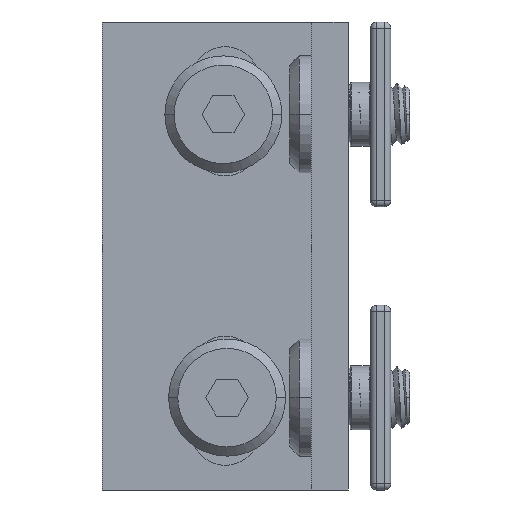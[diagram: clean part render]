
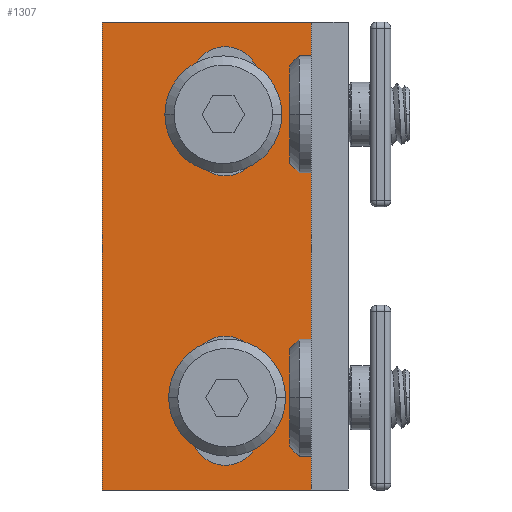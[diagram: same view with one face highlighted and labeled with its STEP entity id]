
A CAD part, left-side view. The second image highlights one B-rep face of the part: STEP entity #1307.
In plain terms, the highlighted face is planar.
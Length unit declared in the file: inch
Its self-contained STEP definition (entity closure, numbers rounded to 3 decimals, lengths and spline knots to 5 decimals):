
#79 = CARTESIAN_POINT ( 'NONE',  ( -1.30906, 0.3937, -0.11811 ) ) ;
#157 = EDGE_CURVE ( 'NONE', #4277, #2777, #5909, .T. ) ;
#241 = EDGE_CURVE ( 'NONE', #5740, #1643, #2947, .T. ) ;
#440 = DIRECTION ( 'NONE',  ( 0., 0., -1. ) ) ;
#485 = EDGE_CURVE ( 'NONE', #3309, #2428, #6451, .T. ) ;
#567 = ORIENTED_EDGE ( 'NONE', *, *, #5399, .T. ) ;
#596 = DIRECTION ( 'NONE',  ( 0., 1., 0. ) ) ;
#782 = CIRCLE ( 'NONE', #1119, 0.10827 ) ;
#1119 = AXIS2_PLACEMENT_3D ( 'NONE', #79, #3687, #596 ) ;
#1127 = CARTESIAN_POINT ( 'NONE',  ( -1.1122, 0.3937, -0.11811 ) ) ;
#1147 = VECTOR ( 'NONE', #5275, 39.37008 ) ;
#1197 = CARTESIAN_POINT ( 'NONE',  ( -1.49606, 0.7874, -0.11811 ) ) ;
#1201 = EDGE_CURVE ( 'NONE', #2428, #6429, #1244, .T. ) ;
#1244 = CIRCLE ( 'NONE', #2547, 0.10827 ) ;
#1307 = ADVANCED_FACE ( 'NONE', ( #2292, #3460, #2125 ), #5998, .T. ) ;
#1463 = CARTESIAN_POINT ( 'NONE',  ( -1.49606, 0.11811, -0.11811 ) ) ;
#1464 = VECTOR ( 'NONE', #1839, 39.37008 ) ;
#1543 = EDGE_CURVE ( 'NONE', #2686, #6429, #1652, .T. ) ;
#1551 = VECTOR ( 'NONE', #3474, 39.37008 ) ;
#1643 = VERTEX_POINT ( 'NONE', #4913 ) ;
#1652 = LINE ( 'NONE', #3872, #1464 ) ;
#1663 = DIRECTION ( 'NONE',  ( 0., 1., 0. ) ) ;
#1823 = CARTESIAN_POINT ( 'NONE',  ( 0., 0.11811, -0.11811 ) ) ;
#1834 = ORIENTED_EDGE ( 'NONE', *, *, #157, .F. ) ;
#1839 = DIRECTION ( 'NONE',  ( -1., 0., 0. ) ) ;
#2055 = DIRECTION ( 'NONE',  ( 1., 0., 0. ) ) ;
#2063 = VECTOR ( 'NONE', #5943, 39.37008 ) ;
#2085 = CARTESIAN_POINT ( 'NONE',  ( -0.18701, 0.50197, -0.11811 ) ) ;
#2104 = EDGE_CURVE ( 'NONE', #2686, #3309, #2925, .T. ) ;
#2118 = DIRECTION ( 'NONE',  ( 0., 0., -1. ) ) ;
#2125 = FACE_BOUND ( 'NONE', #5682, .T. ) ;
#2292 = FACE_OUTER_BOUND ( 'NONE', #6386, .T. ) ;
#2339 = LINE ( 'NONE', #5083, #5006 ) ;
#2356 = VERTEX_POINT ( 'NONE', #1197 ) ;
#2428 = VERTEX_POINT ( 'NONE', #3299 ) ;
#2504 = CARTESIAN_POINT ( 'NONE',  ( -1.1122, 0.28543, -0.11811 ) ) ;
#2544 = ORIENTED_EDGE ( 'NONE', *, *, #6467, .T. ) ;
#2547 = AXIS2_PLACEMENT_3D ( 'NONE', #5940, #2961, #6447 ) ;
#2680 = CARTESIAN_POINT ( 'NONE',  ( -1.49606, 0.7874, -0.11811 ) ) ;
#2686 = VERTEX_POINT ( 'NONE', #2085 ) ;
#2777 = VERTEX_POINT ( 'NONE', #4194 ) ;
#2814 = EDGE_CURVE ( 'NONE', #2356, #1643, #5133, .T. ) ;
#2925 = CIRCLE ( 'NONE', #4770, 0.10827 ) ;
#2937 = CARTESIAN_POINT ( 'NONE',  ( -0.18701, 0.28543, -0.11811 ) ) ;
#2947 = LINE ( 'NONE', #5715, #3100 ) ;
#2961 = DIRECTION ( 'NONE',  ( 0., 0., -1. ) ) ;
#2977 = CARTESIAN_POINT ( 'NONE',  ( -1.49606, 0.11811, -0.11811 ) ) ;
#3073 = LINE ( 'NONE', #2977, #1551 ) ;
#3100 = VECTOR ( 'NONE', #5429, 39.37008 ) ;
#3183 = ORIENTED_EDGE ( 'NONE', *, *, #3742, .T. ) ;
#3225 = CARTESIAN_POINT ( 'NONE',  ( -0.38386, 0.50197, -0.11811 ) ) ;
#3259 = ORIENTED_EDGE ( 'NONE', *, *, #241, .F. ) ;
#3299 = CARTESIAN_POINT ( 'NONE',  ( -0.38386, 0.28543, -0.11811 ) ) ;
#3309 = VERTEX_POINT ( 'NONE', #2937 ) ;
#3460 = FACE_BOUND ( 'NONE', #4514, .T. ) ;
#3469 = CARTESIAN_POINT ( 'NONE',  ( -1.30906, 0.50197, -0.11811 ) ) ;
#3474 = DIRECTION ( 'NONE',  ( 1., 0., 0. ) ) ;
#3576 = AXIS2_PLACEMENT_3D ( 'NONE', #1127, #4701, #1663 ) ;
#3659 = VECTOR ( 'NONE', #4478, 39.37008 ) ;
#3687 = DIRECTION ( 'NONE',  ( 0., 0., 1. ) ) ;
#3742 = EDGE_CURVE ( 'NONE', #5967, #2777, #6485, .T. ) ;
#3814 = VERTEX_POINT ( 'NONE', #6466 ) ;
#3872 = CARTESIAN_POINT ( 'NONE',  ( -0.18701, 0.50197, -0.11811 ) ) ;
#3882 = LINE ( 'NONE', #4777, #1147 ) ;
#3897 = VERTEX_POINT ( 'NONE', #6024 ) ;
#3963 = ORIENTED_EDGE ( 'NONE', *, *, #5893, .F. ) ;
#4021 = ORIENTED_EDGE ( 'NONE', *, *, #2104, .F. ) ;
#4041 = DIRECTION ( 'NONE',  ( 0., 1., 0. ) ) ;
#4184 = ORIENTED_EDGE ( 'NONE', *, *, #2814, .T. ) ;
#4194 = CARTESIAN_POINT ( 'NONE',  ( -1.1122, 0.50197, -0.11811 ) ) ;
#4277 = VERTEX_POINT ( 'NONE', #3469 ) ;
#4399 = EDGE_CURVE ( 'NONE', #3814, #5967, #2339, .T. ) ;
#4421 = CARTESIAN_POINT ( 'NONE',  ( -0.18701, 0.28543, -0.11811 ) ) ;
#4478 = DIRECTION ( 'NONE',  ( -1., 0., 0. ) ) ;
#4514 = EDGE_LOOP ( 'NONE', ( #4021, #6455, #4588, #5092 ) ) ;
#4588 = ORIENTED_EDGE ( 'NONE', *, *, #1201, .F. ) ;
#4701 = DIRECTION ( 'NONE',  ( 0., 0., 1. ) ) ;
#4770 = AXIS2_PLACEMENT_3D ( 'NONE', #5151, #2118, #5640 ) ;
#4777 = CARTESIAN_POINT ( 'NONE',  ( -1.49606, 0.11811, -0.11811 ) ) ;
#4913 = CARTESIAN_POINT ( 'NONE',  ( 0., 0.7874, -0.11811 ) ) ;
#5006 = VECTOR ( 'NONE', #2055, 39.37008 ) ;
#5083 = CARTESIAN_POINT ( 'NONE',  ( -1.30906, 0.28543, -0.11811 ) ) ;
#5092 = ORIENTED_EDGE ( 'NONE', *, *, #485, .F. ) ;
#5133 = LINE ( 'NONE', #2680, #6298 ) ;
#5151 = CARTESIAN_POINT ( 'NONE',  ( -0.18701, 0.3937, -0.11811 ) ) ;
#5275 = DIRECTION ( 'NONE',  ( 0., 1., 0. ) ) ;
#5399 = EDGE_CURVE ( 'NONE', #4277, #3814, #782, .T. ) ;
#5429 = DIRECTION ( 'NONE',  ( 0., 1., 0. ) ) ;
#5438 = ORIENTED_EDGE ( 'NONE', *, *, #4399, .T. ) ;
#5640 = DIRECTION ( 'NONE',  ( 0., 1., 0. ) ) ;
#5678 = DIRECTION ( 'NONE',  ( 1., 0., 0. ) ) ;
#5682 = EDGE_LOOP ( 'NONE', ( #1834, #567, #5438, #3183 ) ) ;
#5715 = CARTESIAN_POINT ( 'NONE',  ( 0., 0.11811, -0.11811 ) ) ;
#5740 = VERTEX_POINT ( 'NONE', #1823 ) ;
#5893 = EDGE_CURVE ( 'NONE', #3897, #5740, #3073, .T. ) ;
#5909 = LINE ( 'NONE', #5948, #2063 ) ;
#5940 = CARTESIAN_POINT ( 'NONE',  ( -0.38386, 0.3937, -0.11811 ) ) ;
#5943 = DIRECTION ( 'NONE',  ( 1., 0., 0. ) ) ;
#5948 = CARTESIAN_POINT ( 'NONE',  ( -1.30906, 0.50197, -0.11811 ) ) ;
#5967 = VERTEX_POINT ( 'NONE', #2504 ) ;
#5998 = PLANE ( 'NONE',  #6254 ) ;
#6024 = CARTESIAN_POINT ( 'NONE',  ( -1.49606, 0.11811, -0.11811 ) ) ;
#6254 = AXIS2_PLACEMENT_3D ( 'NONE', #1463, #440, #4041 ) ;
#6298 = VECTOR ( 'NONE', #5678, 39.37008 ) ;
#6386 = EDGE_LOOP ( 'NONE', ( #3259, #3963, #2544, #4184 ) ) ;
#6429 = VERTEX_POINT ( 'NONE', #3225 ) ;
#6447 = DIRECTION ( 'NONE',  ( 0., 1., 0. ) ) ;
#6451 = LINE ( 'NONE', #4421, #3659 ) ;
#6455 = ORIENTED_EDGE ( 'NONE', *, *, #1543, .T. ) ;
#6466 = CARTESIAN_POINT ( 'NONE',  ( -1.30906, 0.28543, -0.11811 ) ) ;
#6467 = EDGE_CURVE ( 'NONE', #3897, #2356, #3882, .T. ) ;
#6485 = CIRCLE ( 'NONE', #3576, 0.10827 ) ;
